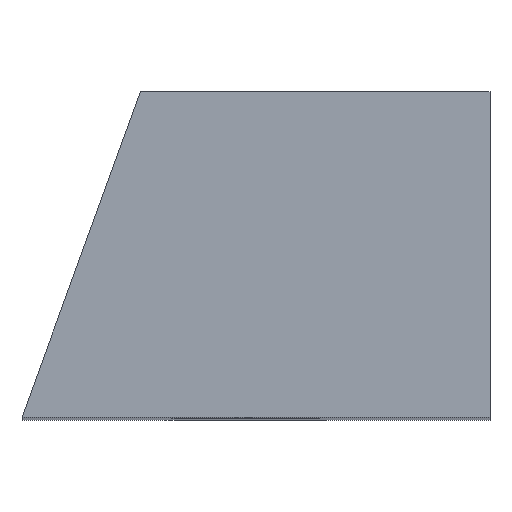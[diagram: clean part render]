
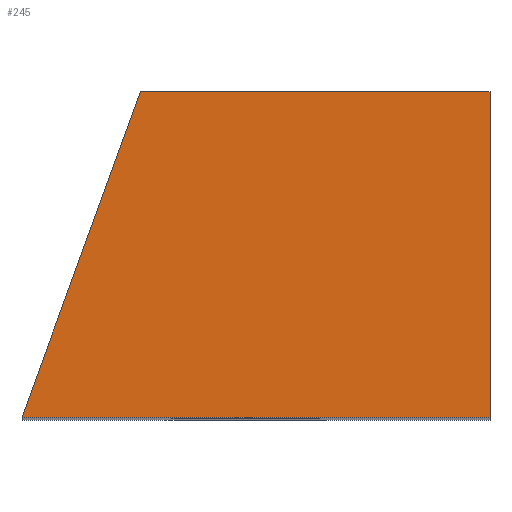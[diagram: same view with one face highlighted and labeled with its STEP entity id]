
A CAD part, top view. The second image highlights one B-rep face of the part: STEP entity #245.
In plain terms, the highlighted planar face has unit normal (0, 0, 1).
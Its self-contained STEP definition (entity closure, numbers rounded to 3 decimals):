
#74=DIRECTION('',(0.,1.,0.));
#75=VECTOR('',#74,8.);
#76=CARTESIAN_POINT('',(0.,0.,46.));
#77=LINE('',#76,#75);
#78=DIRECTION('',(1.,0.,0.));
#79=VECTOR('',#78,11.5);
#80=CARTESIAN_POINT('',(-11.5,0.,46.));
#81=LINE('',#80,#79);
#82=DIRECTION('',(-0.342,-0.94,0.));
#83=VECTOR('',#82,8.513);
#84=CARTESIAN_POINT('',(-8.588,8.,46.));
#85=LINE('',#84,#83);
#86=DIRECTION('',(-1.,0.,0.));
#87=VECTOR('',#86,8.588);
#88=CARTESIAN_POINT('',(0.,8.,46.));
#89=LINE('',#88,#87);
#114=CARTESIAN_POINT('',(0.,0.,46.));
#115=CARTESIAN_POINT('',(0.,8.,46.));
#116=VERTEX_POINT('',#114);
#117=VERTEX_POINT('',#115);
#118=CARTESIAN_POINT('',(-8.588,8.,46.));
#119=VERTEX_POINT('',#118);
#120=CARTESIAN_POINT('',(-11.5,0.,46.));
#121=VERTEX_POINT('',#120);
#234=CARTESIAN_POINT('',(0.,0.,46.));
#235=DIRECTION('',(0.,0.,1.));
#236=DIRECTION('',(1.,0.,0.));
#237=AXIS2_PLACEMENT_3D('',#234,#235,#236);
#238=PLANE('',#237);
#239=ORIENTED_EDGE('',*,*,#162,.F.);
#240=ORIENTED_EDGE('',*,*,#177,.F.);
#241=ORIENTED_EDGE('',*,*,#203,.F.);
#242=ORIENTED_EDGE('',*,*,#216,.F.);
#243=EDGE_LOOP('',(#239,#240,#241,#242));
#244=FACE_OUTER_BOUND('',#243,.F.);
#245=ADVANCED_FACE('',(#244),#238,.T.);
#162=EDGE_CURVE('',#116,#117,#77,.T.);
#177=EDGE_CURVE('',#121,#116,#81,.T.);
#203=EDGE_CURVE('',#119,#121,#85,.T.);
#216=EDGE_CURVE('',#117,#119,#89,.T.);
